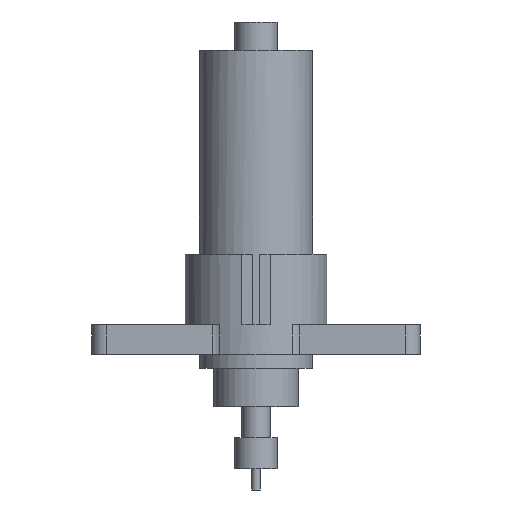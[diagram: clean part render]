
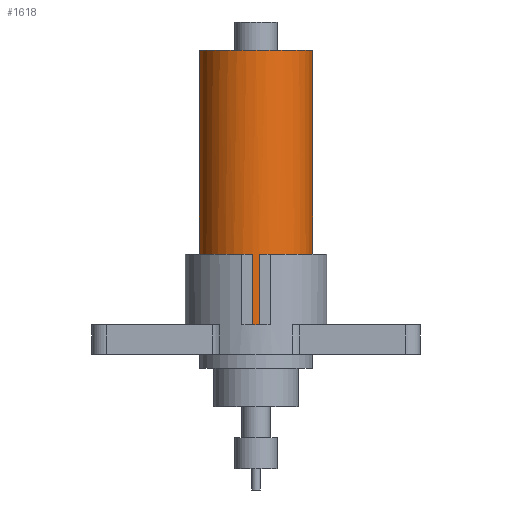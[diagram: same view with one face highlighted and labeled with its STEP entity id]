
A CAD part, front view. The second image highlights one B-rep face of the part: STEP entity #1618.
In plain terms, the highlighted cylindrical face has radius 40 mm (diameter 80 mm), a partial arc.
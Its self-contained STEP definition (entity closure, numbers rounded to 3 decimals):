
#38 = ORIENTED_EDGE ( 'NONE', *, *, #1091, .F. ) ;
#64 = CARTESIAN_POINT ( 'NONE',  ( 0., -16.188, 60.164 ) ) ;
#112 = ORIENTED_EDGE ( 'NONE', *, *, #975, .F. ) ;
#151 = EDGE_CURVE ( 'NONE', #1567, #2116, #540, .T. ) ;
#225 = VERTEX_POINT ( 'NONE', #1499 ) ;
#279 = DIRECTION ( 'NONE',  ( 0., 0., 1. ) ) ;
#291 = DIRECTION ( 'NONE',  ( 0., 0., 1. ) ) ;
#298 = VERTEX_POINT ( 'NONE', #649 ) ;
#300 = CIRCLE ( 'NONE', #1264, 40. ) ;
#308 = VECTOR ( 'NONE', #279, 1000. ) ;
#372 = DIRECTION ( 'NONE',  ( 0., 0., 1. ) ) ;
#383 = ORIENTED_EDGE ( 'NONE', *, *, #2187, .F. ) ;
#463 = AXIS2_PLACEMENT_3D ( 'NONE', #2049, #1697, #793 ) ;
#464 = VECTOR ( 'NONE', #2161, 1000. ) ;
#490 = ORIENTED_EDGE ( 'NONE', *, *, #151, .T. ) ;
#540 = LINE ( 'NONE', #2232, #2102 ) ;
#544 = EDGE_LOOP ( 'NONE', ( #383, #38, #490, #710, #112, #882, #2182, #1491 ) ) ;
#557 = VERTEX_POINT ( 'NONE', #2190 ) ;
#632 = CARTESIAN_POINT ( 'NONE',  ( 0., -16.188, 10.164 ) ) ;
#649 = CARTESIAN_POINT ( 'NONE',  ( 2.5, -56.11, 60.164 ) ) ;
#651 = CARTESIAN_POINT ( 'NONE',  ( -2.5, -56.11, -20.327 ) ) ;
#685 = CARTESIAN_POINT ( 'NONE',  ( 0., -16.188, 204.364 ) ) ;
#710 = ORIENTED_EDGE ( 'NONE', *, *, #1529, .T. ) ;
#754 = DIRECTION ( 'NONE',  ( 0., 0., 1. ) ) ;
#789 = AXIS2_PLACEMENT_3D ( 'NONE', #64, #1312, #1904 ) ;
#793 = DIRECTION ( 'NONE',  ( -1., 0., 0. ) ) ;
#800 = DIRECTION ( 'NONE',  ( 0., 0., -1. ) ) ;
#882 = ORIENTED_EDGE ( 'NONE', *, *, #1591, .F. ) ;
#909 = DIRECTION ( 'NONE',  ( -1., 0., 0. ) ) ;
#958 = VERTEX_POINT ( 'NONE', #994 ) ;
#975 = EDGE_CURVE ( 'NONE', #557, #958, #1727, .T. ) ;
#977 = FACE_OUTER_BOUND ( 'NONE', #544, .T. ) ;
#994 = CARTESIAN_POINT ( 'NONE',  ( -2.5, -56.11, 60.164 ) ) ;
#1004 = CIRCLE ( 'NONE', #789, 40. ) ;
#1091 = EDGE_CURVE ( 'NONE', #1567, #225, #1807, .T. ) ;
#1247 = EDGE_CURVE ( 'NONE', #1341, #298, #1519, .T. ) ;
#1264 = AXIS2_PLACEMENT_3D ( 'NONE', #632, #800, #1325 ) ;
#1273 = CARTESIAN_POINT ( 'NONE',  ( 0., -16.188, 60.164 ) ) ;
#1282 = LINE ( 'NONE', #1644, #464 ) ;
#1312 = DIRECTION ( 'NONE',  ( 0., 0., 1. ) ) ;
#1317 = CIRCLE ( 'NONE', #2229, 40. ) ;
#1325 = DIRECTION ( 'NONE',  ( -1., 0., 0. ) ) ;
#1341 = VERTEX_POINT ( 'NONE', #1508 ) ;
#1472 = VERTEX_POINT ( 'NONE', #1859 ) ;
#1479 = CARTESIAN_POINT ( 'NONE',  ( 2.5, -56.11, -20.327 ) ) ;
#1491 = ORIENTED_EDGE ( 'NONE', *, *, #1581, .T. ) ;
#1499 = CARTESIAN_POINT ( 'NONE',  ( 40., -16.188, 204.364 ) ) ;
#1508 = CARTESIAN_POINT ( 'NONE',  ( 2.5, -56.11, 10.164 ) ) ;
#1515 = CYLINDRICAL_SURFACE ( 'NONE', #463, 40. ) ;
#1517 = CARTESIAN_POINT ( 'NONE',  ( -40., -16.188, 60.164 ) ) ;
#1519 = LINE ( 'NONE', #1479, #2273 ) ;
#1529 = EDGE_CURVE ( 'NONE', #2116, #958, #1317, .T. ) ;
#1567 = VERTEX_POINT ( 'NONE', #2260 ) ;
#1581 = EDGE_CURVE ( 'NONE', #298, #1472, #1004, .T. ) ;
#1591 = EDGE_CURVE ( 'NONE', #1341, #557, #300, .T. ) ;
#1618 = ADVANCED_FACE ( 'NONE', ( #977 ), #1515, .T. ) ;
#1635 = AXIS2_PLACEMENT_3D ( 'NONE', #685, #291, #909 ) ;
#1644 = CARTESIAN_POINT ( 'NONE',  ( 40., -16.188, 317.501 ) ) ;
#1686 = DIRECTION ( 'NONE',  ( 1., 0., 0. ) ) ;
#1697 = DIRECTION ( 'NONE',  ( 0., 0., -1. ) ) ;
#1727 = LINE ( 'NONE', #651, #308 ) ;
#1807 = CIRCLE ( 'NONE', #1635, 40. ) ;
#1859 = CARTESIAN_POINT ( 'NONE',  ( 40., -16.188, 60.164 ) ) ;
#1904 = DIRECTION ( 'NONE',  ( 1., 0., 0. ) ) ;
#2049 = CARTESIAN_POINT ( 'NONE',  ( 0., -16.188, 317.501 ) ) ;
#2057 = DIRECTION ( 'NONE',  ( 0., 0., -1. ) ) ;
#2102 = VECTOR ( 'NONE', #2057, 1000. ) ;
#2116 = VERTEX_POINT ( 'NONE', #1517 ) ;
#2161 = DIRECTION ( 'NONE',  ( 0., 0., -1. ) ) ;
#2182 = ORIENTED_EDGE ( 'NONE', *, *, #1247, .T. ) ;
#2187 = EDGE_CURVE ( 'NONE', #225, #1472, #1282, .T. ) ;
#2190 = CARTESIAN_POINT ( 'NONE',  ( -2.5, -56.11, 10.164 ) ) ;
#2229 = AXIS2_PLACEMENT_3D ( 'NONE', #1273, #372, #1686 ) ;
#2232 = CARTESIAN_POINT ( 'NONE',  ( -40., -16.188, 317.501 ) ) ;
#2260 = CARTESIAN_POINT ( 'NONE',  ( -40., -16.188, 204.364 ) ) ;
#2273 = VECTOR ( 'NONE', #754, 1000. ) ;
